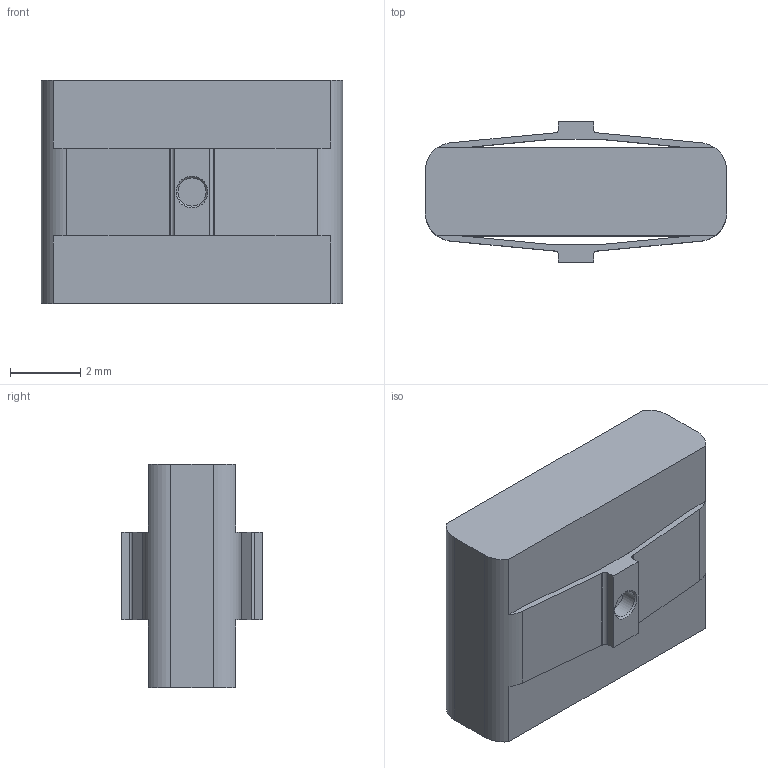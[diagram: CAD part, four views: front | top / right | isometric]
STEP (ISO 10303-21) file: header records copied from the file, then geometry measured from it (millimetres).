
FILE_DESCRIPTION (( 'STEP AP214' ), '1' );
FILE_NAME ('002550-ICD-02.STEP', '2023-11-20T12:47:09', ( '' ), ( '' ), 'SwSTEP 2.0', 'SolidWorks 2021', '' );
FILE_SCHEMA (( 'AUTOMOTIVE_DESIGN' ));
Length unit declared in the file: millimetre
Products named in the file (2): 002552; 002550-ICD-02
Assembly tree (1 placements, depth 2):
  002550-ICD-02
    002552
Bounding box: 8.57 x 4 x 6.35 mm (x, y, z)
Volume: 142.1 mm3; surface area: 253 mm2
Topology: 1 solids, 1 shells, 46 faces, 144 edges, 96 vertices
Faces by surface type: plane 26, cylinder 18, cone 2
Full cylindrical faces by diameter (mm): 0.8 x2
Entity records: 1658 total; most frequent: DIRECTION 284, CARTESIAN_POINT 282, ORIENTED_EDGE 276, EDGE_CURVE 138, AXIS2_PLACEMENT_3D 96, VERTEX_POINT 94, VECTOR 92, LINE 92
